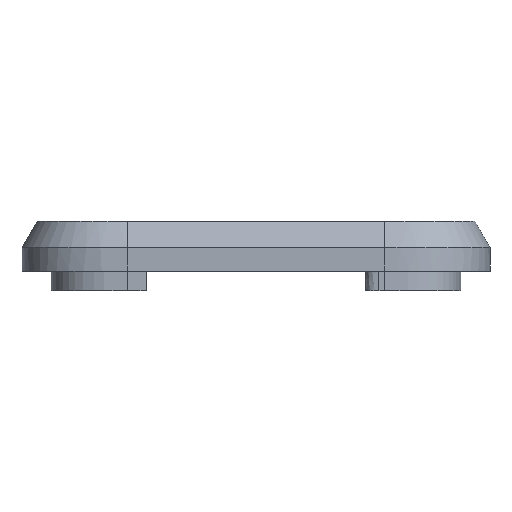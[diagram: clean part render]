
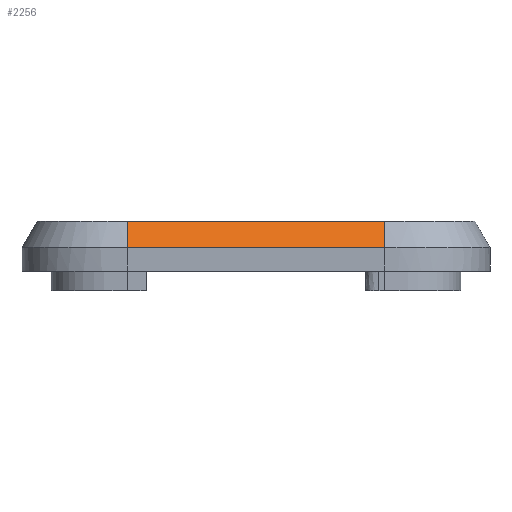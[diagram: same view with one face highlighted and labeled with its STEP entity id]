
A CAD part, left-side view. The second image highlights one B-rep face of the part: STEP entity #2256.
In plain terms, the highlighted planar face has unit normal (-0.866, 0, 0.5).
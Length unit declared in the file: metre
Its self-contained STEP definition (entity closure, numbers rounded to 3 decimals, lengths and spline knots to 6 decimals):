
#199=B_SPLINE_CURVE_WITH_KNOTS('',3,(#5479,#5480,#5481,#5482),
 .UNSPECIFIED.,.F.,.F.,(4,4),(0.,1.),.UNSPECIFIED.);
#201=B_SPLINE_CURVE_WITH_KNOTS('',3,(#5489,#5490,#5491,#5492),
 .UNSPECIFIED.,.F.,.F.,(4,4),(0.,1.),.UNSPECIFIED.);
#840=ORIENTED_EDGE('',*,*,#1177,.T.);
#841=ORIENTED_EDGE('',*,*,#906,.F.);
#842=ORIENTED_EDGE('',*,*,#1179,.F.);
#843=ORIENTED_EDGE('',*,*,#1105,.F.);
#906=EDGE_CURVE('',#1232,#1233,#1433,.T.);
#1105=EDGE_CURVE('',#1366,#1367,#1548,.T.);
#1177=EDGE_CURVE('',#1366,#1233,#199,.T.);
#1179=EDGE_CURVE('',#1367,#1232,#201,.F.);
#1232=VERTEX_POINT('',#3298);
#1233=VERTEX_POINT('',#3300);
#1366=VERTEX_POINT('',#4743);
#1367=VERTEX_POINT('',#4745);
#1433=LINE('',#3299,#1617);
#1548=LINE('',#4744,#1732);
#1617=VECTOR('',#2456,1.);
#1732=VECTOR('',#2711,1.);
#1914=EDGE_LOOP('',(#840,#841,#842,#843));
#2060=FACE_BOUND('',#1914,.T.);
#2135=PLANE('',#2401);
#2256=ADVANCED_FACE('',(#2060),#2135,.T.);
#2401=AXIS2_PLACEMENT_3D('',#5488,#2845,#2846);
#2456=DIRECTION('',(0.,-1.,0.));
#2711=DIRECTION('',(0.,1.,0.));
#2845=DIRECTION('',(-0.866,0.,0.5));
#2846=DIRECTION('',(0.,-1.,0.));
#3298=CARTESIAN_POINT('',(-0.04157,0.00975,0.00485));
#3299=CARTESIAN_POINT('',(-0.04157,-0.00975,0.00485));
#3300=CARTESIAN_POINT('',(-0.04157,-0.00975,0.00485));
#4743=CARTESIAN_POINT('',(-0.042725,-0.00975,0.00285));
#4744=CARTESIAN_POINT('',(-0.042725,0.00975,0.00285));
#4745=CARTESIAN_POINT('',(-0.042725,0.00975,0.00285));
#5479=CARTESIAN_POINT('',(-0.042725,-0.00975,0.00285));
#5480=CARTESIAN_POINT('',(-0.04234,-0.00975,0.003517));
#5481=CARTESIAN_POINT('',(-0.041955,-0.00975,0.004183));
#5482=CARTESIAN_POINT('',(-0.04157,-0.00975,0.00485));
#5488=CARTESIAN_POINT('',(-0.042725,0.,0.00285));
#5489=CARTESIAN_POINT('',(-0.04157,0.00975,0.00485));
#5490=CARTESIAN_POINT('',(-0.041955,0.00975,0.004183));
#5491=CARTESIAN_POINT('',(-0.04234,0.00975,0.003517));
#5492=CARTESIAN_POINT('',(-0.042725,0.00975,0.00285));
